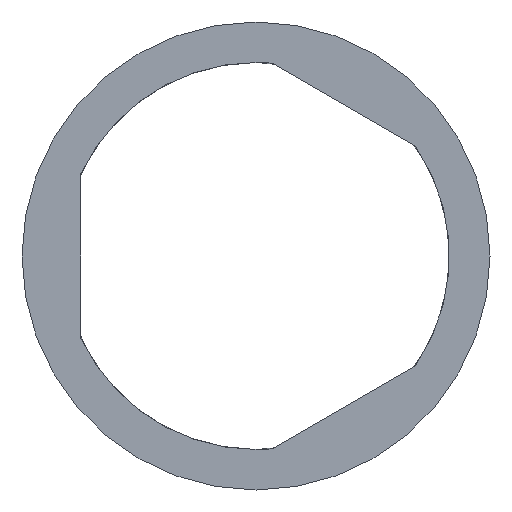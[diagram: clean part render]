
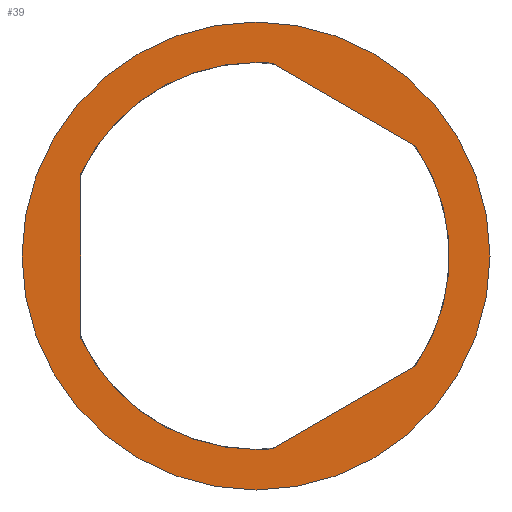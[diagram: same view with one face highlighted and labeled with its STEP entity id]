
A CAD part, front view. The second image highlights one B-rep face of the part: STEP entity #39.
In plain terms, the highlighted planar face has unit normal (0, -1, 0).
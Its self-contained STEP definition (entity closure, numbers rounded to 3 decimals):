
#6 = CARTESIAN_POINT ( 'NONE',  ( 8.623, 0., -5.991 ) ) ;
#7 = DIRECTION ( 'NONE',  ( 0., 0., -1. ) ) ;
#8 = DIRECTION ( 'NONE',  ( 0., -1., 0. ) ) ;
#9 = CARTESIAN_POINT ( 'NONE',  ( 0., 0., 0. ) ) ;
#10 = AXIS2_PLACEMENT_3D ( 'NONE', #9, #8, #7 ) ;
#11 = CIRCLE ( 'NONE', #10, 10.5 ) ;
#17 = DIRECTION ( 'NONE',  ( -0.866, 0., 0.5 ) ) ;
#18 = VECTOR ( 'NONE', #17, 1000. ) ;
#19 = CARTESIAN_POINT ( 'NONE',  ( 0.877, 0., 10.463 ) ) ;
#20 = LINE ( 'NONE', #19, #18 ) ;
#21 = DIRECTION ( 'NONE',  ( 0., 0., -1. ) ) ;
#22 = VECTOR ( 'NONE', #21, 1000. ) ;
#23 = CARTESIAN_POINT ( 'NONE',  ( -9.5, 0., -4.472 ) ) ;
#24 = LINE ( 'NONE', #23, #22 ) ;
#25 = DIRECTION ( 'NONE',  ( 0., 0., -1. ) ) ;
#26 = DIRECTION ( 'NONE',  ( 0., -1., 0. ) ) ;
#27 = CARTESIAN_POINT ( 'NONE',  ( 10.5, 0., 0. ) ) ;
#28 = AXIS2_PLACEMENT_3D ( 'NONE', #27, #26, #25 ) ;
#29 = PLANE ( 'NONE',  #28 ) ;
#30 = FACE_BOUND ( 'NONE', #133, .T. ) ;
#31 = DIRECTION ( 'NONE',  ( 0., 0., -1. ) ) ;
#32 = DIRECTION ( 'NONE',  ( 0., -1., 0. ) ) ;
#33 = CARTESIAN_POINT ( 'NONE',  ( 0., 0., 0. ) ) ;
#34 = AXIS2_PLACEMENT_3D ( 'NONE', #33, #32, #31 ) ;
#35 = CIRCLE ( 'NONE', #34, 12.7 ) ;
#36 = FACE_OUTER_BOUND ( 'NONE', #37, .T. ) ;
#37 = EDGE_LOOP ( 'NONE', ( #131, #132 ) ) ;
#38 = EDGE_CURVE ( 'NONE', #158, #161, #35, .T. ) ;
#39 = ADVANCED_FACE ( 'NONE', ( #36, #30 ), #29, .T. ) ;
#40 = ORIENTED_EDGE ( 'NONE', *, *, #41, .F. ) ;
#41 = EDGE_CURVE ( 'NONE', #109, #169, #24, .T. ) ;
#42 = ORIENTED_EDGE ( 'NONE', *, *, #108, .F. ) ;
#43 = ORIENTED_EDGE ( 'NONE', *, *, #138, .F. ) ;
#44 = ORIENTED_EDGE ( 'NONE', *, *, #45, .F. ) ;
#45 = EDGE_CURVE ( 'NONE', #55, #134, #20, .T. ) ;
#48 = EDGE_CURVE ( 'NONE', #50, #55, #11, .T. ) ;
#50 = VERTEX_POINT ( 'NONE', #6 ) ;
#55 = VERTEX_POINT ( 'NONE', #213 ) ;
#56 = VERTEX_POINT ( 'NONE', #207 ) ;
#66 = EDGE_CURVE ( 'NONE', #172, #56, #279, .T. ) ;
#106 = VERTEX_POINT ( 'NONE', #359 ) ;
#108 = EDGE_CURVE ( 'NONE', #106, #109, #358, .T. ) ;
#109 = VERTEX_POINT ( 'NONE', #353 ) ;
#116 = ORIENTED_EDGE ( 'NONE', *, *, #66, .F. ) ;
#125 = ORIENTED_EDGE ( 'NONE', *, *, #171, .F. ) ;
#131 = ORIENTED_EDGE ( 'NONE', *, *, #160, .T. ) ;
#132 = ORIENTED_EDGE ( 'NONE', *, *, #38, .T. ) ;
#133 = EDGE_LOOP ( 'NONE', ( #125, #40, #42, #43, #44, #135, #136, #116 ) ) ;
#134 = VERTEX_POINT ( 'NONE', #336 ) ;
#135 = ORIENTED_EDGE ( 'NONE', *, *, #48, .F. ) ;
#136 = ORIENTED_EDGE ( 'NONE', *, *, #137, .F. ) ;
#137 = EDGE_CURVE ( 'NONE', #56, #50, #335, .T. ) ;
#138 = EDGE_CURVE ( 'NONE', #134, #106, #331, .T. ) ;
#158 = VERTEX_POINT ( 'NONE', #179 ) ;
#160 = EDGE_CURVE ( 'NONE', #161, #158, #178, .T. ) ;
#161 = VERTEX_POINT ( 'NONE', #299 ) ;
#169 = VERTEX_POINT ( 'NONE', #261 ) ;
#171 = EDGE_CURVE ( 'NONE', #169, #172, #260, .T. ) ;
#172 = VERTEX_POINT ( 'NONE', #255 ) ;
#178 = CIRCLE ( 'NONE', #303, 12.7 ) ;
#179 = CARTESIAN_POINT ( 'NONE',  ( 0., 0., 12.7 ) ) ;
#207 = CARTESIAN_POINT ( 'NONE',  ( 0.877, 0., -10.463 ) ) ;
#213 = CARTESIAN_POINT ( 'NONE',  ( 8.623, 0., 5.991 ) ) ;
#255 = CARTESIAN_POINT ( 'NONE',  ( 0., 0., -10.5 ) ) ;
#256 = DIRECTION ( 'NONE',  ( 0., 0., -1. ) ) ;
#257 = DIRECTION ( 'NONE',  ( 0., -1., 0. ) ) ;
#258 = CARTESIAN_POINT ( 'NONE',  ( 0., 0., 0. ) ) ;
#259 = AXIS2_PLACEMENT_3D ( 'NONE', #258, #257, #256 ) ;
#260 = CIRCLE ( 'NONE', #259, 10.5 ) ;
#261 = CARTESIAN_POINT ( 'NONE',  ( -9.5, 0., -4.472 ) ) ;
#275 = DIRECTION ( 'NONE',  ( 0., 0., -1. ) ) ;
#276 = DIRECTION ( 'NONE',  ( 0., -1., 0. ) ) ;
#277 = CARTESIAN_POINT ( 'NONE',  ( 0., 0., 0. ) ) ;
#278 = AXIS2_PLACEMENT_3D ( 'NONE', #277, #276, #275 ) ;
#279 = CIRCLE ( 'NONE', #278, 10.5 ) ;
#299 = CARTESIAN_POINT ( 'NONE',  ( 0., 0., -12.7 ) ) ;
#300 = DIRECTION ( 'NONE',  ( 0., 0., -1. ) ) ;
#301 = DIRECTION ( 'NONE',  ( 0., -1., 0. ) ) ;
#302 = CARTESIAN_POINT ( 'NONE',  ( 0., 0., 0. ) ) ;
#303 = AXIS2_PLACEMENT_3D ( 'NONE', #302, #301, #300 ) ;
#327 = DIRECTION ( 'NONE',  ( 0., 0., -1. ) ) ;
#328 = DIRECTION ( 'NONE',  ( 0., -1., 0. ) ) ;
#329 = CARTESIAN_POINT ( 'NONE',  ( 0., 0., 0. ) ) ;
#330 = AXIS2_PLACEMENT_3D ( 'NONE', #329, #328, #327 ) ;
#331 = CIRCLE ( 'NONE', #330, 10.5 ) ;
#332 = DIRECTION ( 'NONE',  ( 0.866, 0., 0.5 ) ) ;
#333 = VECTOR ( 'NONE', #332, 1000. ) ;
#334 = CARTESIAN_POINT ( 'NONE',  ( 8.623, 0., -5.991 ) ) ;
#335 = LINE ( 'NONE', #334, #333 ) ;
#336 = CARTESIAN_POINT ( 'NONE',  ( 0.877, 0., 10.463 ) ) ;
#353 = CARTESIAN_POINT ( 'NONE',  ( -9.5, 0., 4.472 ) ) ;
#354 = DIRECTION ( 'NONE',  ( 0., 0., -1. ) ) ;
#355 = DIRECTION ( 'NONE',  ( 0., -1., 0. ) ) ;
#356 = CARTESIAN_POINT ( 'NONE',  ( 0., 0., 0. ) ) ;
#357 = AXIS2_PLACEMENT_3D ( 'NONE', #356, #355, #354 ) ;
#358 = CIRCLE ( 'NONE', #357, 10.5 ) ;
#359 = CARTESIAN_POINT ( 'NONE',  ( 0., 0., 10.5 ) ) ;
